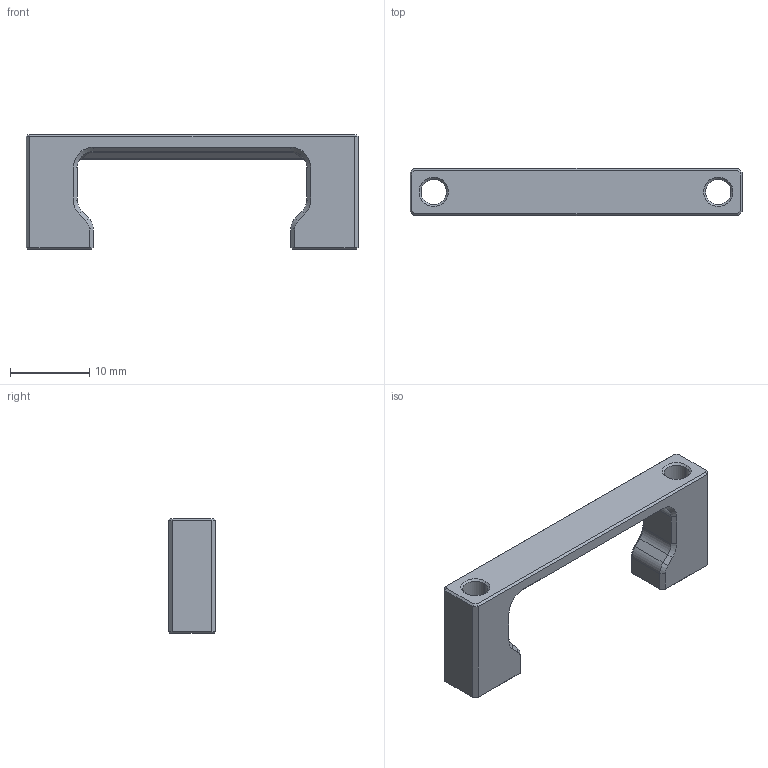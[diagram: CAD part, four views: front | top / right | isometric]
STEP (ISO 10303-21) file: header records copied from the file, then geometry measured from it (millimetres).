
FILE_DESCRIPTION (( 'STEP AP214' ), '1' );
FILE_NAME ('Cable Fence.STEP', '2025-08-09T06:33:26', ( '' ), ( '' ), 'SwSTEP 2.0', 'SolidWorks 2021', '' );
FILE_SCHEMA (( 'AUTOMOTIVE_DESIGN' ));
Length unit declared in the file: millimetre
Products named in the file (1): Cable Fence
Bounding box: 42 x 6 x 14.5 mm (x, y, z)
Volume: 1407.8 mm3; surface area: 1588.7 mm2
Topology: 1 solids, 1 shells, 104 faces, 238 edges, 136 vertices
Faces by surface type: plane 60, cone 20, cylinder 16, bspline 8
Entity records: 3008 total; most frequent: CARTESIAN_POINT 687, ORIENTED_EDGE 476, DIRECTION 468, EDGE_CURVE 238, VECTOR 170, LINE 170, AXIS2_PLACEMENT_3D 149, VERTEX_POINT 136
